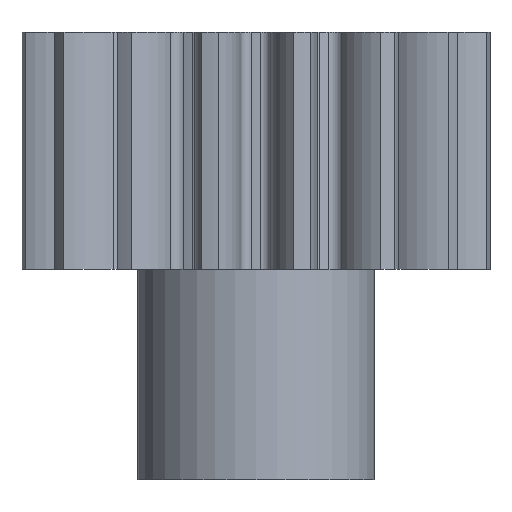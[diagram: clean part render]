
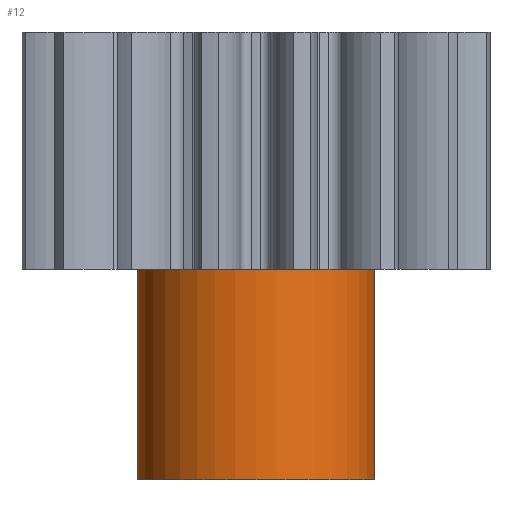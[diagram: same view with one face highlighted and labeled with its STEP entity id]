
A CAD part, front view. The second image highlights one B-rep face of the part: STEP entity #12.
In plain terms, the highlighted cylindrical face has radius 4.5 mm (diameter 9 mm), a partial arc.
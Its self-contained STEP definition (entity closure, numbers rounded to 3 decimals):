
#3 = ORIENTED_EDGE ( 'NONE', *, *, #19, .T. ) ;
#9 = EDGE_LOOP ( 'NONE', ( #24, #3, #18, #26 ) ) ;
#12 = ADVANCED_FACE ( 'NONE', ( #906 ), #905, .T. ) ;
#18 = ORIENTED_EDGE ( 'NONE', *, *, #326, .T. ) ;
#19 = EDGE_CURVE ( 'NONE', #263, #343, #1353, .T. ) ;
#24 = ORIENTED_EDGE ( 'NONE', *, *, #344, .F. ) ;
#26 = ORIENTED_EDGE ( 'NONE', *, *, #476, .F. ) ;
#263 = VERTEX_POINT ( 'NONE', #1530 ) ;
#307 = VERTEX_POINT ( 'NONE', #1736 ) ;
#325 = VERTEX_POINT ( 'NONE', #1802 ) ;
#326 = EDGE_CURVE ( 'NONE', #343, #325, #1794, .T. ) ;
#343 = VERTEX_POINT ( 'NONE', #1789 ) ;
#344 = EDGE_CURVE ( 'NONE', #263, #307, #1823, .T. ) ;
#476 = EDGE_CURVE ( 'NONE', #307, #325, #1982, .T. ) ;
#898 = DIRECTION ( 'NONE',  ( 1., 0., 0. ) ) ;
#899 = DIRECTION ( 'NONE',  ( 0., 0., 1. ) ) ;
#900 = AXIS2_PLACEMENT_3D ( 'NONE', #901, #899, #898 ) ;
#901 = CARTESIAN_POINT ( 'NONE',  ( 0., 0., -8. ) ) ;
#905 = CYLINDRICAL_SURFACE ( 'NONE', #900, 4.5 ) ;
#906 = FACE_OUTER_BOUND ( 'NONE', #9, .T. ) ;
#1343 = DIRECTION ( 'NONE',  ( 1., 0., 0. ) ) ;
#1344 = DIRECTION ( 'NONE',  ( 0., 0., 1. ) ) ;
#1345 = CARTESIAN_POINT ( 'NONE',  ( 0., 0., -8. ) ) ;
#1346 = AXIS2_PLACEMENT_3D ( 'NONE', #1345, #1344, #1343 ) ;
#1353 = CIRCLE ( 'NONE', #1346, 4.5 ) ;
#1530 = CARTESIAN_POINT ( 'NONE',  ( -4.5, 0., -8. ) ) ;
#1736 = CARTESIAN_POINT ( 'NONE',  ( -4.5, 0., 0. ) ) ;
#1789 = CARTESIAN_POINT ( 'NONE',  ( 4.5, 0., -8. ) ) ;
#1791 = DIRECTION ( 'NONE',  ( 0., 0., 1. ) ) ;
#1792 = VECTOR ( 'NONE', #1791, 1000. ) ;
#1793 = CARTESIAN_POINT ( 'NONE',  ( 4.5, 0., -8. ) ) ;
#1794 = LINE ( 'NONE', #1793, #1792 ) ;
#1802 = CARTESIAN_POINT ( 'NONE',  ( 4.5, 0., 0. ) ) ;
#1820 = DIRECTION ( 'NONE',  ( 0., 0., 1. ) ) ;
#1821 = VECTOR ( 'NONE', #1820, 1000. ) ;
#1822 = CARTESIAN_POINT ( 'NONE',  ( -4.5, 0., -8. ) ) ;
#1823 = LINE ( 'NONE', #1822, #1821 ) ;
#1974 = CARTESIAN_POINT ( 'NONE',  ( 0., 0., 0. ) ) ;
#1982 = CIRCLE ( 'NONE', #2073, 4.5 ) ;
#1984 = DIRECTION ( 'NONE',  ( 0., 0., 1. ) ) ;
#2072 = DIRECTION ( 'NONE',  ( 1., 0., 0. ) ) ;
#2073 = AXIS2_PLACEMENT_3D ( 'NONE', #1974, #1984, #2072 ) ;
